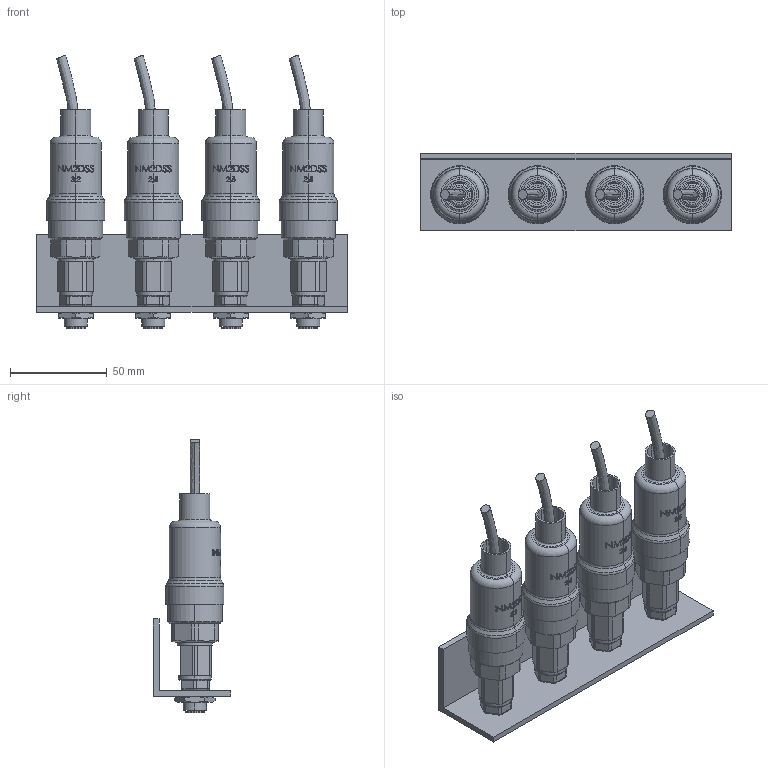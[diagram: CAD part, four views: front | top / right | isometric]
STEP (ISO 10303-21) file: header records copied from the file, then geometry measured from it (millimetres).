
FILE_DESCRIPTION (( 'STEP AP214' ), '1' );
FILE_NAME ('MSDSO-3M_Leiste mit Druckschaltern.STEP', '2015-02-25T12:54:24', ( 'Admin1' ), ( '' ), 'SwSTEP 2.0', 'SolidWorks 2014', '' );
FILE_SCHEMA (( 'AUTOMOTIVE_DESIGN' ));
Length unit declared in the file: millimetre
Products named in the file (1): MSDSO-3M_Leiste mit Druckschaltern
Bounding box: 160 x 40 x 141.33 mm (x, y, z)
Surface area: 68772.7 mm2 (no closed solid volume)
Topology: 0 solids, 33 shells, 803 faces, 2544 edges, 1713 vertices
Faces by surface type: plane 277, cylinder 206, bspline 197, torus 71, cone 52
Entity records: 48363 total; most frequent: CARTESIAN_POINT 19356, ORIENTED_EDGE 4178, DIRECTION 3581, EDGE_CURVE 2544, VERTEX_POINT 1713, AXIS2_PLACEMENT_3D 1352, B_SPLINE_CURVE_WITH_KNOTS 922, VECTOR 877
